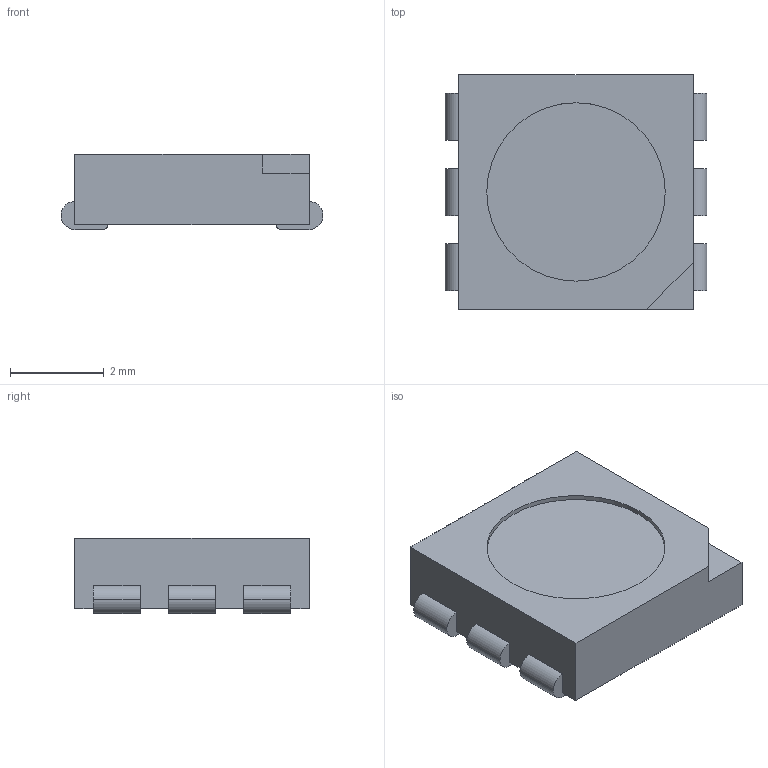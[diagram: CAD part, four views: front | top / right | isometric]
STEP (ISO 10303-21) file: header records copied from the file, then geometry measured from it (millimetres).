
FILE_DESCRIPTION(/* description */ (''),/* implementation_level */ '2;1');
FILE_NAME(/* name */ 'WS2813 v1.step',/* time_stamp */ '2025-08-17T09:55:50+02:00',/* author */ (''),/* organization */ (''),/* preprocessor_version */ 'ST-DEVELOPER v20.1',/* originating_system */ 'Autodesk Translation Framework v14.10.0.0',/* authorisation */ '');
FILE_SCHEMA (('AUTOMOTIVE_DESIGN { 1 0 10303 214 3 1 1 }'));
Length unit declared in the file: millimetre
Products named in the file (1): WS2813
Bounding box: 5.58 x 5 x 1.6 mm (x, y, z)
Volume: 37.4 mm3; surface area: 86.3 mm2
Topology: 1 solids, 1 shells, 52 faces, 147 edges, 98 vertices
Faces by surface type: plane 33, cylinder 19
Full cylindrical faces by diameter (mm): 3.8 x1
Entity records: 1369 total; most frequent: ORIENTED_EDGE 294, CARTESIAN_POINT 266, EDGE_CURVE 147, LINE 103, VERTEX_POINT 98, AXIS2_PLACEMENT_3D 90, DIRECTION 66, EDGE_LOOP 53
